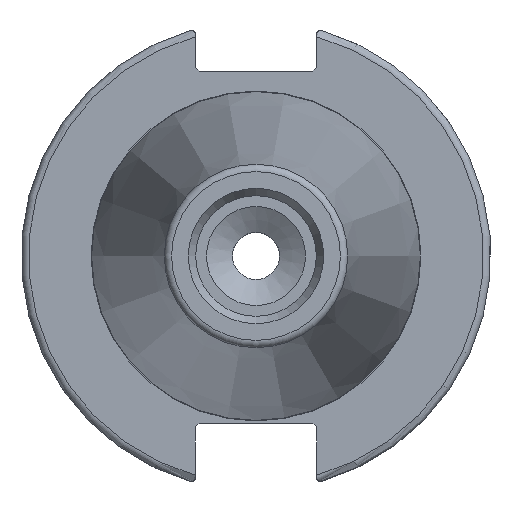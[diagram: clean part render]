
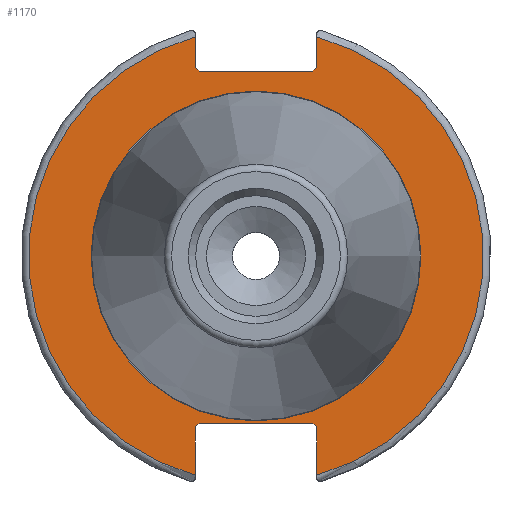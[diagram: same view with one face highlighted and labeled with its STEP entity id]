
A CAD part, left-side view. The second image highlights one B-rep face of the part: STEP entity #1170.
In plain terms, the highlighted planar face has unit normal (-1, 0, 0).
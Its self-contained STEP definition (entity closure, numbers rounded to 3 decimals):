
#34=FACE_BOUND('',#328,.T.);
#40=PLANE('',#1296);
#101=LINE('',#1951,#174);
#102=LINE('',#1953,#175);
#103=LINE('',#1955,#176);
#104=LINE('',#1957,#177);
#105=LINE('',#1959,#178);
#106=LINE('',#1963,#179);
#107=LINE('',#1965,#180);
#108=LINE('',#1967,#181);
#109=LINE('',#1969,#182);
#110=LINE('',#1970,#183);
#174=VECTOR('',#1500,10.);
#175=VECTOR('',#1501,10.);
#176=VECTOR('',#1502,10.);
#177=VECTOR('',#1503,10.);
#178=VECTOR('',#1504,10.);
#179=VECTOR('',#1507,10.);
#180=VECTOR('',#1508,10.);
#181=VECTOR('',#1509,10.);
#182=VECTOR('',#1510,10.);
#183=VECTOR('',#1511,10.);
#257=FACE_OUTER_BOUND('',#327,.T.);
#327=EDGE_LOOP('',(#877,#878,#879,#880,#881,#882,#883,#884,#885,#886,#887,
#888));
#328=EDGE_LOOP('',(#889));
#413=CIRCLE('',#1294,22.3);
#415=CIRCLE('',#1297,30.75);
#416=CIRCLE('',#1298,30.75);
#508=VERTEX_POINT('',#1942);
#509=VERTEX_POINT('',#1947);
#510=VERTEX_POINT('',#1948);
#511=VERTEX_POINT('',#1950);
#512=VERTEX_POINT('',#1952);
#513=VERTEX_POINT('',#1954);
#514=VERTEX_POINT('',#1956);
#515=VERTEX_POINT('',#1958);
#516=VERTEX_POINT('',#1960);
#517=VERTEX_POINT('',#1962);
#518=VERTEX_POINT('',#1964);
#519=VERTEX_POINT('',#1966);
#520=VERTEX_POINT('',#1968);
#645=EDGE_CURVE('',#508,#508,#413,.T.);
#647=EDGE_CURVE('',#509,#510,#415,.T.);
#648=EDGE_CURVE('',#509,#511,#101,.T.);
#649=EDGE_CURVE('',#512,#511,#102,.T.);
#650=EDGE_CURVE('',#512,#513,#103,.T.);
#651=EDGE_CURVE('',#514,#513,#104,.T.);
#652=EDGE_CURVE('',#514,#515,#105,.T.);
#653=EDGE_CURVE('',#516,#515,#416,.T.);
#654=EDGE_CURVE('',#516,#517,#106,.T.);
#655=EDGE_CURVE('',#518,#517,#107,.T.);
#656=EDGE_CURVE('',#518,#519,#108,.T.);
#657=EDGE_CURVE('',#520,#519,#109,.T.);
#658=EDGE_CURVE('',#520,#510,#110,.T.);
#877=ORIENTED_EDGE('',*,*,#647,.F.);
#878=ORIENTED_EDGE('',*,*,#648,.T.);
#879=ORIENTED_EDGE('',*,*,#649,.F.);
#880=ORIENTED_EDGE('',*,*,#650,.T.);
#881=ORIENTED_EDGE('',*,*,#651,.F.);
#882=ORIENTED_EDGE('',*,*,#652,.T.);
#883=ORIENTED_EDGE('',*,*,#653,.F.);
#884=ORIENTED_EDGE('',*,*,#654,.T.);
#885=ORIENTED_EDGE('',*,*,#655,.F.);
#886=ORIENTED_EDGE('',*,*,#656,.T.);
#887=ORIENTED_EDGE('',*,*,#657,.F.);
#888=ORIENTED_EDGE('',*,*,#658,.T.);
#889=ORIENTED_EDGE('',*,*,#645,.F.);
#1170=ADVANCED_FACE('',(#257,#34),#40,.T.);
#1294=AXIS2_PLACEMENT_3D('',#1944,#1492,#1493);
#1296=AXIS2_PLACEMENT_3D('',#1946,#1496,#1497);
#1297=AXIS2_PLACEMENT_3D('',#1949,#1498,#1499);
#1298=AXIS2_PLACEMENT_3D('',#1961,#1505,#1506);
#1492=DIRECTION('center_axis',(-1.,0.,0.));
#1493=DIRECTION('ref_axis',(0.,-1.,0.));
#1496=DIRECTION('center_axis',(-1.,0.,0.));
#1497=DIRECTION('ref_axis',(0.,0.,1.));
#1498=DIRECTION('center_axis',(1.,0.,0.));
#1499=DIRECTION('ref_axis',(0.,-1.,0.));
#1500=DIRECTION('',(0.,0.,-1.));
#1501=DIRECTION('',(0.,-0.707,0.707));
#1502=DIRECTION('',(0.,1.,0.));
#1503=DIRECTION('',(0.,-0.707,-0.707));
#1504=DIRECTION('',(0.,0.,1.));
#1505=DIRECTION('center_axis',(1.,0.,0.));
#1506=DIRECTION('ref_axis',(0.,1.,0.));
#1507=DIRECTION('',(0.,0.,1.));
#1508=DIRECTION('',(0.,0.707,-0.707));
#1509=DIRECTION('',(0.,-1.,0.));
#1510=DIRECTION('',(0.,0.707,0.707));
#1511=DIRECTION('',(0.,0.,-1.));
#1942=CARTESIAN_POINT('',(3.175,0.,22.3));
#1944=CARTESIAN_POINT('Origin',(3.175,0.,0.));
#1946=CARTESIAN_POINT('Origin',(3.175,31.75,0.));
#1947=CARTESIAN_POINT('',(3.175,-8.19,29.639));
#1948=CARTESIAN_POINT('',(3.175,-8.19,-29.639));
#1949=CARTESIAN_POINT('Origin',(3.175,0.,0.));
#1950=CARTESIAN_POINT('',(3.175,-8.19,25.5));
#1951=CARTESIAN_POINT('',(3.175,-8.19,12.5));
#1952=CARTESIAN_POINT('',(3.175,-7.69,25.));
#1953=CARTESIAN_POINT('',(3.175,8.295,9.015));
#1954=CARTESIAN_POINT('',(3.175,7.69,25.));
#1955=CARTESIAN_POINT('',(3.175,15.875,25.));
#1956=CARTESIAN_POINT('',(3.175,8.19,25.5));
#1957=CARTESIAN_POINT('',(3.175,7.58,24.89));
#1958=CARTESIAN_POINT('',(3.175,8.19,29.639));
#1959=CARTESIAN_POINT('',(3.175,8.19,12.5));
#1960=CARTESIAN_POINT('',(3.175,8.19,-29.639));
#1961=CARTESIAN_POINT('Origin',(3.175,0.,0.));
#1962=CARTESIAN_POINT('',(3.175,8.19,-23.1));
#1963=CARTESIAN_POINT('',(3.175,8.19,-11.3));
#1964=CARTESIAN_POINT('',(3.175,7.69,-22.6));
#1965=CARTESIAN_POINT('',(3.175,8.18,-23.09));
#1966=CARTESIAN_POINT('',(3.175,-7.69,-22.6));
#1967=CARTESIAN_POINT('',(3.175,15.875,-22.6));
#1968=CARTESIAN_POINT('',(3.175,-8.19,-23.1));
#1969=CARTESIAN_POINT('',(3.175,7.695,-7.215));
#1970=CARTESIAN_POINT('',(3.175,-8.19,-11.3));
